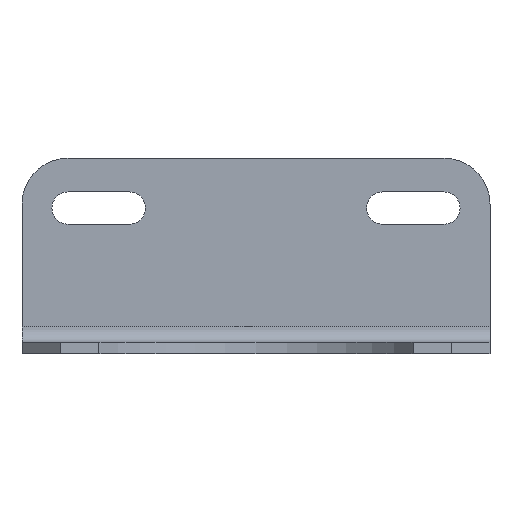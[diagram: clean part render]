
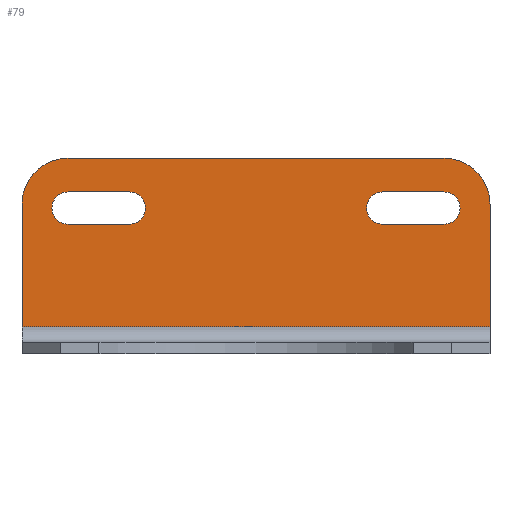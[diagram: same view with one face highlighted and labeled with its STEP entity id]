
A CAD part, top view. The second image highlights one B-rep face of the part: STEP entity #79.
In plain terms, the highlighted planar face has unit normal (0, 0, 1).
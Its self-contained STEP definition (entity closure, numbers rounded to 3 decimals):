
#79 = ADVANCED_FACE( '', ( #117, #118, #119 ), #120, .F. );
#117 = FACE_BOUND( '', #189, .T. );
#118 = FACE_BOUND( '', #190, .T. );
#119 = FACE_OUTER_BOUND( '', #191, .T. );
#120 = PLANE( '', #192 );
#189 = EDGE_LOOP( '', ( #282, #283, #284, #285 ) );
#190 = EDGE_LOOP( '', ( #286, #287, #288, #289 ) );
#191 = EDGE_LOOP( '', ( #290, #291, #292, #293, #294, #295 ) );
#192 = AXIS2_PLACEMENT_3D( '', #296, #297, #298 );
#282 = ORIENTED_EDGE( '', *, *, #501, .F. );
#283 = ORIENTED_EDGE( '', *, *, #502, .F. );
#284 = ORIENTED_EDGE( '', *, *, #503, .F. );
#285 = ORIENTED_EDGE( '', *, *, #504, .F. );
#286 = ORIENTED_EDGE( '', *, *, #505, .F. );
#287 = ORIENTED_EDGE( '', *, *, #506, .F. );
#288 = ORIENTED_EDGE( '', *, *, #507, .F. );
#289 = ORIENTED_EDGE( '', *, *, #508, .F. );
#290 = ORIENTED_EDGE( '', *, *, #509, .T. );
#291 = ORIENTED_EDGE( '', *, *, #498, .T. );
#292 = ORIENTED_EDGE( '', *, *, #510, .F. );
#293 = ORIENTED_EDGE( '', *, *, #511, .F. );
#294 = ORIENTED_EDGE( '', *, *, #512, .F. );
#295 = ORIENTED_EDGE( '', *, *, #494, .T. );
#296 = CARTESIAN_POINT( '', ( 70., 51., 3. ) );
#297 = DIRECTION( '', ( 0., 0., -1. ) );
#298 = DIRECTION( '', ( 0., 1., 0. ) );
#494 = EDGE_CURVE( '', #583, #580, #584, .T. );
#498 = EDGE_CURVE( '', #591, #588, #592, .T. );
#501 = EDGE_CURVE( '', #596, #597, #598, .T. );
#502 = EDGE_CURVE( '', #599, #596, #600, .T. );
#503 = EDGE_CURVE( '', #601, #599, #602, .T. );
#504 = EDGE_CURVE( '', #597, #601, #603, .T. );
#505 = EDGE_CURVE( '', #604, #605, #606, .T. );
#506 = EDGE_CURVE( '', #607, #604, #608, .T. );
#507 = EDGE_CURVE( '', #609, #607, #610, .T. );
#508 = EDGE_CURVE( '', #605, #609, #611, .T. );
#509 = EDGE_CURVE( '', #580, #591, #612, .T. );
#510 = EDGE_CURVE( '', #613, #588, #614, .T. );
#511 = EDGE_CURVE( '', #615, #613, #616, .T. );
#512 = EDGE_CURVE( '', #583, #615, #617, .T. );
#580 = VERTEX_POINT( '', #713 );
#583 = VERTEX_POINT( '', #717 );
#584 = CIRCLE( '', #718, 12. );
#588 = VERTEX_POINT( '', #723 );
#591 = VERTEX_POINT( '', #727 );
#592 = CIRCLE( '', #728, 12. );
#596 = VERTEX_POINT( '', #733 );
#597 = VERTEX_POINT( '', #734 );
#598 = LINE( '', #735, #736 );
#599 = VERTEX_POINT( '', #737 );
#600 = CIRCLE( '', #738, 4.2 );
#601 = VERTEX_POINT( '', #739 );
#602 = LINE( '', #740, #741 );
#603 = CIRCLE( '', #742, 4.2 );
#604 = VERTEX_POINT( '', #743 );
#605 = VERTEX_POINT( '', #744 );
#606 = LINE( '', #745, #746 );
#607 = VERTEX_POINT( '', #747 );
#608 = CIRCLE( '', #748, 4.2 );
#609 = VERTEX_POINT( '', #749 );
#610 = LINE( '', #750, #751 );
#611 = CIRCLE( '', #752, 4.2 );
#612 = LINE( '', #753, #754 );
#613 = VERTEX_POINT( '', #755 );
#614 = LINE( '', #756, #757 );
#615 = VERTEX_POINT( '', #758 );
#616 = LINE( '', #759, #760 );
#617 = LINE( '', #761, #762 );
#713 = CARTESIAN_POINT( '', ( 49., 51., 3. ) );
#717 = CARTESIAN_POINT( '', ( 61., 39., 3. ) );
#718 = AXIS2_PLACEMENT_3D( '', #880, #881, #882 );
#723 = CARTESIAN_POINT( '', ( -61., 39., 3. ) );
#727 = CARTESIAN_POINT( '', ( -49., 51., 3. ) );
#728 = AXIS2_PLACEMENT_3D( '', #888, #889, #890 );
#733 = CARTESIAN_POINT( '', ( 49., 42.2, 3. ) );
#734 = CARTESIAN_POINT( '', ( 33., 42.2, 3. ) );
#735 = CARTESIAN_POINT( '', ( 49., 42.2, 3. ) );
#736 = VECTOR( '', #895, 1000. );
#737 = CARTESIAN_POINT( '', ( 49., 33.8, 3. ) );
#738 = AXIS2_PLACEMENT_3D( '', #896, #897, #898 );
#739 = CARTESIAN_POINT( '', ( 33., 33.8, 3. ) );
#740 = CARTESIAN_POINT( '', ( 33., 33.8, 3. ) );
#741 = VECTOR( '', #899, 1000. );
#742 = AXIS2_PLACEMENT_3D( '', #900, #901, #902 );
#743 = CARTESIAN_POINT( '', ( -33., 42.2, 3. ) );
#744 = CARTESIAN_POINT( '', ( -49., 42.2, 3. ) );
#745 = CARTESIAN_POINT( '', ( -33., 42.2, 3. ) );
#746 = VECTOR( '', #903, 1000. );
#747 = CARTESIAN_POINT( '', ( -33., 33.8, 3. ) );
#748 = AXIS2_PLACEMENT_3D( '', #904, #905, #906 );
#749 = CARTESIAN_POINT( '', ( -49., 33.8, 3. ) );
#750 = CARTESIAN_POINT( '', ( -49., 33.8, 3. ) );
#751 = VECTOR( '', #907, 1000. );
#752 = AXIS2_PLACEMENT_3D( '', #908, #909, #910 );
#753 = CARTESIAN_POINT( '', ( 0., 51., 3. ) );
#754 = VECTOR( '', #911, 1000. );
#755 = CARTESIAN_POINT( '', ( -61., 7., 3. ) );
#756 = CARTESIAN_POINT( '', ( -61., 51., 3. ) );
#757 = VECTOR( '', #912, 1000. );
#758 = CARTESIAN_POINT( '', ( 61., 7., 3. ) );
#759 = CARTESIAN_POINT( '', ( 70., 7., 3. ) );
#760 = VECTOR( '', #913, 1000. );
#761 = CARTESIAN_POINT( '', ( 61., 51., 3. ) );
#762 = VECTOR( '', #914, 1000. );
#880 = CARTESIAN_POINT( '', ( 49., 39., 3. ) );
#881 = DIRECTION( '', ( 0., 0., 1. ) );
#882 = DIRECTION( '', ( 1., 0., 0. ) );
#888 = CARTESIAN_POINT( '', ( -49., 39., 3. ) );
#889 = DIRECTION( '', ( 0., 0., 1. ) );
#890 = DIRECTION( '', ( 1., 0., 0. ) );
#895 = DIRECTION( '', ( -1., 0., 0. ) );
#896 = CARTESIAN_POINT( '', ( 49., 38., 3. ) );
#897 = DIRECTION( '', ( 0., 0., 1. ) );
#898 = DIRECTION( '', ( 1., 0., 0. ) );
#899 = DIRECTION( '', ( 1., 0., 0. ) );
#900 = CARTESIAN_POINT( '', ( 33., 38., 3. ) );
#901 = DIRECTION( '', ( 0., 0., 1. ) );
#902 = DIRECTION( '', ( 1., 0., 0. ) );
#903 = DIRECTION( '', ( -1., 0., 0. ) );
#904 = CARTESIAN_POINT( '', ( -33., 38., 3. ) );
#905 = DIRECTION( '', ( 0., 0., 1. ) );
#906 = DIRECTION( '', ( 1., 0., 0. ) );
#907 = DIRECTION( '', ( 1., 0., 0. ) );
#908 = CARTESIAN_POINT( '', ( -49., 38., 3. ) );
#909 = DIRECTION( '', ( 0., 0., 1. ) );
#910 = DIRECTION( '', ( 1., 0., 0. ) );
#911 = DIRECTION( '', ( -1., 0., 0. ) );
#912 = DIRECTION( '', ( 0., 1., 0. ) );
#913 = DIRECTION( '', ( -1., 0., 0. ) );
#914 = DIRECTION( '', ( 0., -1., 0. ) );
